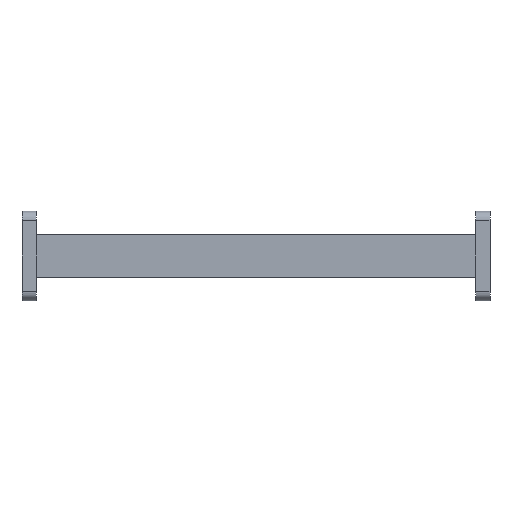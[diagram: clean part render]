
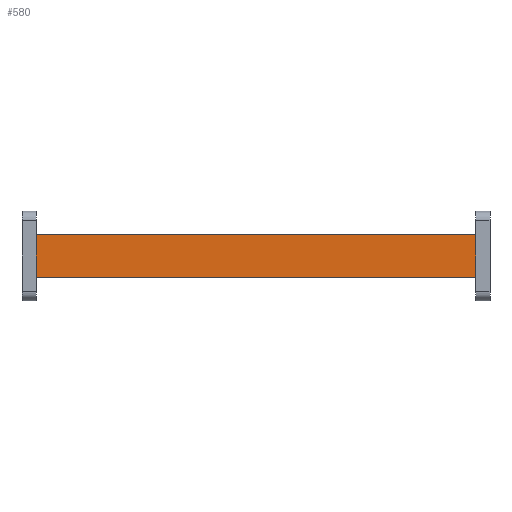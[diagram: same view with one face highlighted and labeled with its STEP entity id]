
A CAD part, left-side view. The second image highlights one B-rep face of the part: STEP entity #580.
In plain terms, the highlighted planar face has unit normal (-1, 0, 0).
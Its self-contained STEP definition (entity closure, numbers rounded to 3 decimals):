
#17 = DIRECTION ( 'NONE',  ( 0., 0., -1. ) ) ;
#114 = LINE ( 'NONE', #1637, #806 ) ;
#127 = VECTOR ( 'NONE', #1438, 1000. ) ;
#345 = ORIENTED_EDGE ( 'NONE', *, *, #843, .F. ) ;
#469 = VERTEX_POINT ( 'NONE', #736 ) ;
#471 = EDGE_CURVE ( 'NONE', #1754, #469, #1349, .T. ) ;
#481 = VERTEX_POINT ( 'NONE', #1322 ) ;
#580 = ADVANCED_FACE ( 'NONE', ( #625 ), #927, .F. ) ;
#602 = ORIENTED_EDGE ( 'NONE', *, *, #471, .T. ) ;
#625 = FACE_OUTER_BOUND ( 'NONE', #1077, .T. ) ;
#633 = CARTESIAN_POINT ( 'NONE',  ( -2.795, 47., -4.57 ) ) ;
#672 = LINE ( 'NONE', #968, #127 ) ;
#736 = CARTESIAN_POINT ( 'NONE',  ( -2.795, -47., 4.57 ) ) ;
#806 = VECTOR ( 'NONE', #1204, 1000. ) ;
#836 = AXIS2_PLACEMENT_3D ( 'NONE', #633, #1247, #17 ) ;
#843 = EDGE_CURVE ( 'NONE', #481, #1695, #672, .T. ) ;
#899 = CARTESIAN_POINT ( 'NONE',  ( -2.795, 47., 4.57 ) ) ;
#927 = PLANE ( 'NONE',  #836 ) ;
#968 = CARTESIAN_POINT ( 'NONE',  ( -2.795, 47., -4.57 ) ) ;
#1052 = LINE ( 'NONE', #899, #1957 ) ;
#1077 = EDGE_LOOP ( 'NONE', ( #602, #1765, #345, #1470 ) ) ;
#1129 = EDGE_CURVE ( 'NONE', #481, #1754, #114, .T. ) ;
#1180 = CARTESIAN_POINT ( 'NONE',  ( -2.795, -47., -4.57 ) ) ;
#1204 = DIRECTION ( 'NONE',  ( 0., -1., 0. ) ) ;
#1247 = DIRECTION ( 'NONE',  ( 1., 0., 0. ) ) ;
#1268 = CARTESIAN_POINT ( 'NONE',  ( -2.795, -47., -4.57 ) ) ;
#1322 = CARTESIAN_POINT ( 'NONE',  ( -2.795, 47., -4.57 ) ) ;
#1349 = LINE ( 'NONE', #1180, #1706 ) ;
#1438 = DIRECTION ( 'NONE',  ( 0., 0., 1. ) ) ;
#1470 = ORIENTED_EDGE ( 'NONE', *, *, #1129, .T. ) ;
#1519 = DIRECTION ( 'NONE',  ( 0., -1., 0. ) ) ;
#1527 = CARTESIAN_POINT ( 'NONE',  ( -2.795, 47., 4.57 ) ) ;
#1582 = EDGE_CURVE ( 'NONE', #1695, #469, #1052, .T. ) ;
#1637 = CARTESIAN_POINT ( 'NONE',  ( -2.795, 47., -4.57 ) ) ;
#1695 = VERTEX_POINT ( 'NONE', #1527 ) ;
#1706 = VECTOR ( 'NONE', #1955, 1000. ) ;
#1754 = VERTEX_POINT ( 'NONE', #1268 ) ;
#1765 = ORIENTED_EDGE ( 'NONE', *, *, #1582, .F. ) ;
#1955 = DIRECTION ( 'NONE',  ( 0., 0., 1. ) ) ;
#1957 = VECTOR ( 'NONE', #1519, 1000. ) ;
